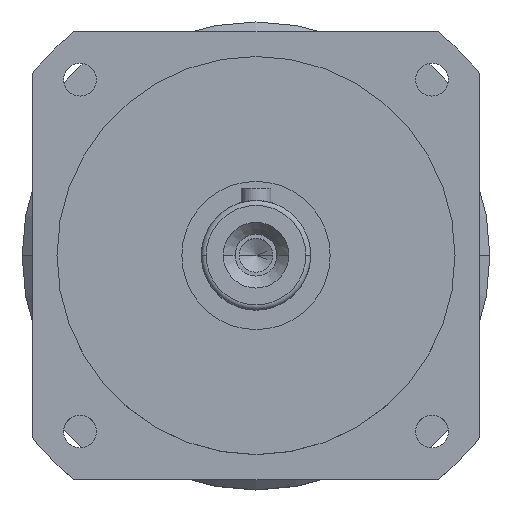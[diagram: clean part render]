
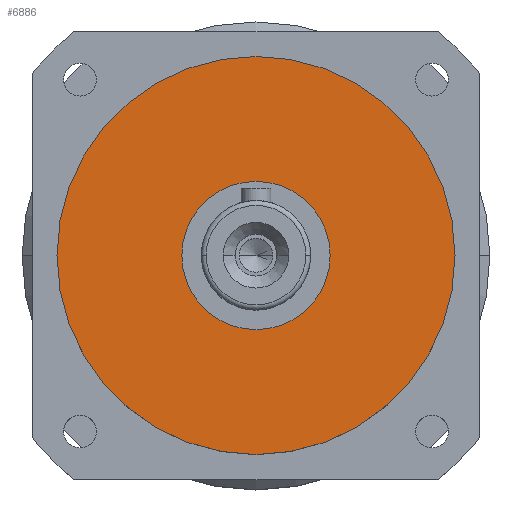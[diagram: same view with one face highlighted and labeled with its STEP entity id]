
A CAD part, top view. The second image highlights one B-rep face of the part: STEP entity #6886.
In plain terms, the highlighted planar face has unit normal (0, 0, 1).
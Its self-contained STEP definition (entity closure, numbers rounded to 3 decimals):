
#370 = ORIENTED_EDGE ( 'NONE', *, *, #3095, .F. ) ;
#405 = CARTESIAN_POINT ( 'NONE',  ( 40., 0., 60. ) ) ;
#835 = CARTESIAN_POINT ( 'NONE',  ( -40., 0., 60. ) ) ;
#840 = DIRECTION ( 'NONE',  ( 1., 0., 0. ) ) ;
#858 = DIRECTION ( 'NONE',  ( 1., 0., 0. ) ) ;
#898 = DIRECTION ( 'NONE',  ( 0., 0., 1. ) ) ;
#911 = CARTESIAN_POINT ( 'NONE',  ( 0., 0., 60. ) ) ;
#1069 = CARTESIAN_POINT ( 'NONE',  ( 14.9, 0., 60. ) ) ;
#1077 = DIRECTION ( 'NONE',  ( 0., 0., 1. ) ) ;
#1168 = EDGE_CURVE ( 'NONE', #1703, #6492, #4182, .T. ) ;
#1382 = VERTEX_POINT ( 'NONE', #4915 ) ;
#1703 = VERTEX_POINT ( 'NONE', #835 ) ;
#1807 = CARTESIAN_POINT ( 'NONE',  ( 0., 0., 60. ) ) ;
#1823 = CIRCLE ( 'NONE', #4248, 40. ) ;
#1899 = AXIS2_PLACEMENT_3D ( 'NONE', #2909, #2918, #2869 ) ;
#2100 = PLANE ( 'NONE',  #7214 ) ;
#2276 = DIRECTION ( 'NONE',  ( 0., 0., 1. ) ) ;
#2356 = DIRECTION ( 'NONE',  ( 1., 0., 0. ) ) ;
#2784 = CARTESIAN_POINT ( 'NONE',  ( 0., 0., 60. ) ) ;
#2833 = FACE_OUTER_BOUND ( 'NONE', #6783, .T. ) ;
#2869 = DIRECTION ( 'NONE',  ( 1., 0., 0. ) ) ;
#2909 = CARTESIAN_POINT ( 'NONE',  ( 0., 0., 60. ) ) ;
#2918 = DIRECTION ( 'NONE',  ( 0., 0., 1. ) ) ;
#3004 = ORIENTED_EDGE ( 'NONE', *, *, #1168, .T. ) ;
#3095 = EDGE_CURVE ( 'NONE', #1382, #5159, #4533, .T. ) ;
#3217 = CARTESIAN_POINT ( 'NONE',  ( 0., 0., 60. ) ) ;
#4182 = CIRCLE ( 'NONE', #6399, 40. ) ;
#4223 = EDGE_LOOP ( 'NONE', ( #370, #4407 ) ) ;
#4239 = EDGE_CURVE ( 'NONE', #5159, #1382, #7132, .T. ) ;
#4248 = AXIS2_PLACEMENT_3D ( 'NONE', #1807, #5747, #2356 ) ;
#4336 = FACE_BOUND ( 'NONE', #4223, .T. ) ;
#4407 = ORIENTED_EDGE ( 'NONE', *, *, #4239, .F. ) ;
#4477 = AXIS2_PLACEMENT_3D ( 'NONE', #911, #898, #840 ) ;
#4533 = CIRCLE ( 'NONE', #1899, 14.9 ) ;
#4915 = CARTESIAN_POINT ( 'NONE',  ( -14.9, 0., 60. ) ) ;
#4921 = DIRECTION ( 'NONE',  ( 1., 0., 0. ) ) ;
#5159 = VERTEX_POINT ( 'NONE', #1069 ) ;
#5315 = ORIENTED_EDGE ( 'NONE', *, *, #6333, .T. ) ;
#5747 = DIRECTION ( 'NONE',  ( 0., 0., 1. ) ) ;
#6333 = EDGE_CURVE ( 'NONE', #6492, #1703, #1823, .T. ) ;
#6399 = AXIS2_PLACEMENT_3D ( 'NONE', #2784, #2276, #858 ) ;
#6492 = VERTEX_POINT ( 'NONE', #405 ) ;
#6783 = EDGE_LOOP ( 'NONE', ( #3004, #5315 ) ) ;
#6886 = ADVANCED_FACE ( 'NONE', ( #4336, #2833 ), #2100, .T. ) ;
#7132 = CIRCLE ( 'NONE', #4477, 14.9 ) ;
#7214 = AXIS2_PLACEMENT_3D ( 'NONE', #3217, #1077, #4921 ) ;
